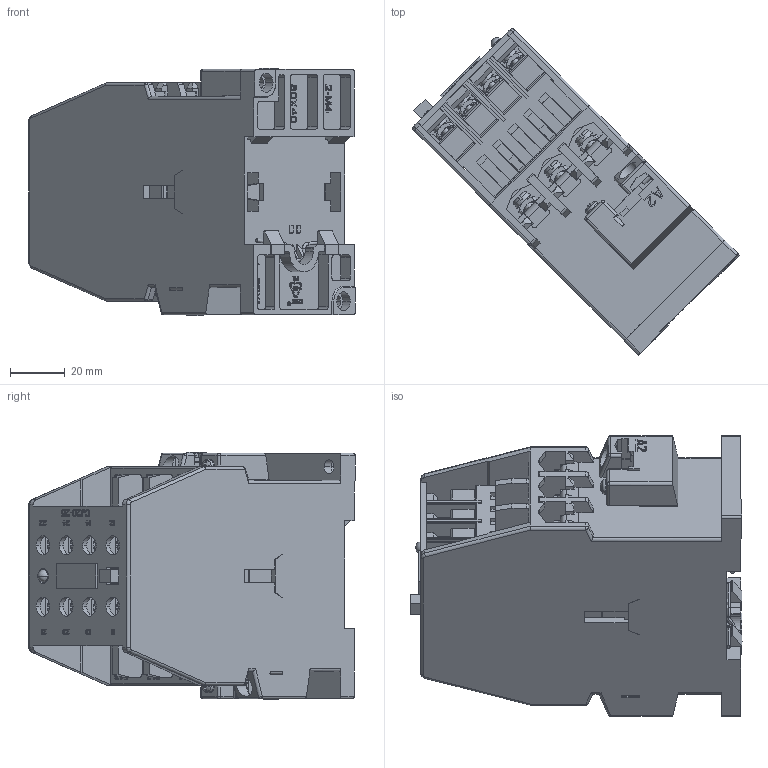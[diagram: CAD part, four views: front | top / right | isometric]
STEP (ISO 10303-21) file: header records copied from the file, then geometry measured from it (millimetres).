
FILE_DESCRIPTION((''),'2;1');
FILE_NAME('CJ20-25_SW0001','2022-04-25T13:48:51',('zyongj'),(''),'CREO PARAMETRIC BY PTC INC, 2020044','CREO PARAMETRIC BY PTC INC, 2020044','');
FILE_SCHEMA(('CONFIG_CONTROL_DESIGN','SHAPE_APPEARANCE_LAYERS_GROUPS'));
Products named in the file (1): CJ20-25_SW0001
Bounding box: 119.44 x 119.44 x 90.4 mm (x, y, z)
Volume: 264855.1 mm3; surface area: 136266.1 mm2
Topology: 16 solids, 46 shells, 6638 faces, 18548 edges, 11959 vertices
Faces by surface type: plane 4680, cylinder 1362, torus 397, cone 80, bspline 74, sphere 45
Entity records: 260338 total; most frequent: CARTESIAN_POINT 61547, ORIENTED_EDGE 37034, DIRECTION 33432, EDGE_CURVE 18517, VECTOR 13948, LINE 13948, VERTEX_POINT 11960, AXIS2_PLACEMENT_3D 9742
